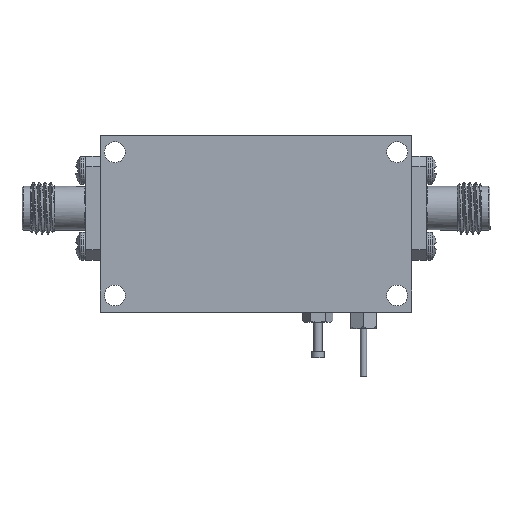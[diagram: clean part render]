
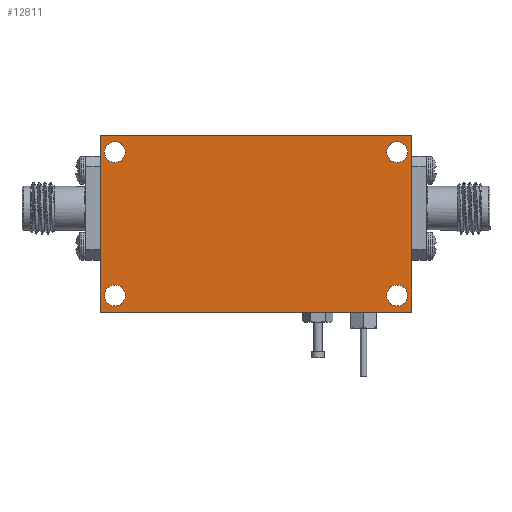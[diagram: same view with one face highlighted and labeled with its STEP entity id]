
A CAD part, front view. The second image highlights one B-rep face of the part: STEP entity #12811.
In plain terms, the highlighted planar face has unit normal (0, -1, 0).
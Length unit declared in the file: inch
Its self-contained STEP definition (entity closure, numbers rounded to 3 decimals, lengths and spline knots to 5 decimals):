
#1761 = CARTESIAN_POINT ( 'NONE',  ( 0.68, -0.1875, 0.395 ) ) ;
#2020 = CIRCLE ( 'NONE', #20309, 0.05 ) ;
#2854 = DIRECTION ( 'NONE',  ( 0., 1., 0. ) ) ;
#2979 = ORIENTED_EDGE ( 'NONE', *, *, #8817, .F. ) ;
#3382 = CARTESIAN_POINT ( 'NONE',  ( -0.68, -0.1875, -0.295 ) ) ;
#3926 = DIRECTION ( 'NONE',  ( -1., 0., 0. ) ) ;
#4206 = VERTEX_POINT ( 'NONE', #7779 ) ;
#5724 = AXIS2_PLACEMENT_3D ( 'NONE', #36613, #26244, #32844 ) ;
#6753 = LINE ( 'NONE', #24372, #8894 ) ;
#7289 = ORIENTED_EDGE ( 'NONE', *, *, #39276, .T. ) ;
#7779 = CARTESIAN_POINT ( 'NONE',  ( 0.75, -0.1875, 0.425 ) ) ;
#8186 = CARTESIAN_POINT ( 'NONE',  ( 0.75, -0.1875, 0.425 ) ) ;
#8200 = EDGE_CURVE ( 'NONE', #23456, #23456, #29213, .T. ) ;
#8326 = EDGE_CURVE ( 'NONE', #10245, #10245, #36974, .T. ) ;
#8817 = EDGE_CURVE ( 'NONE', #31086, #4206, #6753, .T. ) ;
#8894 = VECTOR ( 'NONE', #34076, 39.37008 ) ;
#9537 = EDGE_CURVE ( 'NONE', #35319, #37561, #24670, .T. ) ;
#9587 = ORIENTED_EDGE ( 'NONE', *, *, #19837, .F. ) ;
#10245 = VERTEX_POINT ( 'NONE', #24102 ) ;
#11025 = FACE_BOUND ( 'NONE', #39349, .T. ) ;
#12619 = CARTESIAN_POINT ( 'NONE',  ( 0.68, -0.1875, -0.345 ) ) ;
#12811 = ADVANCED_FACE ( 'NONE', ( #11025, #40805, #20285, #17627, #23810 ), #30427, .T. ) ;
#12887 = EDGE_LOOP ( 'NONE', ( #41318 ) ) ;
#13025 = EDGE_CURVE ( 'NONE', #37561, #31086, #34319, .T. ) ;
#15436 = VERTEX_POINT ( 'NONE', #28882 ) ;
#16355 = CARTESIAN_POINT ( 'NONE',  ( -0.75, -0.1875, -0.425 ) ) ;
#17627 = FACE_BOUND ( 'NONE', #22804, .T. ) ;
#17954 = AXIS2_PLACEMENT_3D ( 'NONE', #35545, #19218, #22541 ) ;
#18694 = AXIS2_PLACEMENT_3D ( 'NONE', #12619, #26058, #38878 ) ;
#19218 = DIRECTION ( 'NONE',  ( 0., 1., 0. ) ) ;
#19837 = EDGE_CURVE ( 'NONE', #4206, #35319, #38391, .T. ) ;
#19858 = CARTESIAN_POINT ( 'NONE',  ( -0.75, -0.1875, 0.425 ) ) ;
#20285 = FACE_BOUND ( 'NONE', #25947, .T. ) ;
#20309 = AXIS2_PLACEMENT_3D ( 'NONE', #43005, #2854, #29098 ) ;
#20362 = VECTOR ( 'NONE', #21411, 39.37008 ) ;
#21411 = DIRECTION ( 'NONE',  ( 0., 0., -1. ) ) ;
#21839 = VERTEX_POINT ( 'NONE', #1761 ) ;
#22541 = DIRECTION ( 'NONE',  ( 0., 0., 1. ) ) ;
#22804 = EDGE_LOOP ( 'NONE', ( #26816 ) ) ;
#22945 = VECTOR ( 'NONE', #3926, 39.37008 ) ;
#23043 = VECTOR ( 'NONE', #40968, 39.37008 ) ;
#23456 = VERTEX_POINT ( 'NONE', #3382 ) ;
#23810 = FACE_OUTER_BOUND ( 'NONE', #43253, .T. ) ;
#24102 = CARTESIAN_POINT ( 'NONE',  ( 0.68, -0.1875, -0.295 ) ) ;
#24372 = CARTESIAN_POINT ( 'NONE',  ( -0.75, -0.1875, 0.425 ) ) ;
#24670 = LINE ( 'NONE', #32308, #22945 ) ;
#25947 = EDGE_LOOP ( 'NONE', ( #39826 ) ) ;
#26058 = DIRECTION ( 'NONE',  ( 0., 1., 0. ) ) ;
#26244 = DIRECTION ( 'NONE',  ( 0., 1., 0. ) ) ;
#26816 = ORIENTED_EDGE ( 'NONE', *, *, #28159, .T. ) ;
#27545 = DIRECTION ( 'NONE',  ( 0., -1., 0. ) ) ;
#28159 = EDGE_CURVE ( 'NONE', #21839, #21839, #2020, .T. ) ;
#28167 = ORIENTED_EDGE ( 'NONE', *, *, #9537, .F. ) ;
#28882 = CARTESIAN_POINT ( 'NONE',  ( -0.68, -0.1875, 0.395 ) ) ;
#29098 = DIRECTION ( 'NONE',  ( 0., 0., 1. ) ) ;
#29213 = CIRCLE ( 'NONE', #17954, 0.05 ) ;
#30427 = PLANE ( 'NONE',  #41379 ) ;
#31078 = CARTESIAN_POINT ( 'NONE',  ( 0., -0.1875, 0. ) ) ;
#31086 = VERTEX_POINT ( 'NONE', #19858 ) ;
#32308 = CARTESIAN_POINT ( 'NONE',  ( -0.75, -0.1875, -0.425 ) ) ;
#32844 = DIRECTION ( 'NONE',  ( 0., 0., 1. ) ) ;
#32891 = CARTESIAN_POINT ( 'NONE',  ( 0.75, -0.1875, -0.425 ) ) ;
#33948 = DIRECTION ( 'NONE',  ( 0., 0., -1. ) ) ;
#34076 = DIRECTION ( 'NONE',  ( 1., 0., 0. ) ) ;
#34319 = LINE ( 'NONE', #37868, #23043 ) ;
#35319 = VERTEX_POINT ( 'NONE', #32891 ) ;
#35545 = CARTESIAN_POINT ( 'NONE',  ( -0.68, -0.1875, -0.345 ) ) ;
#36613 = CARTESIAN_POINT ( 'NONE',  ( -0.68, -0.1875, 0.345 ) ) ;
#36974 = CIRCLE ( 'NONE', #18694, 0.05 ) ;
#37561 = VERTEX_POINT ( 'NONE', #16355 ) ;
#37868 = CARTESIAN_POINT ( 'NONE',  ( -0.75, -0.1875, 0.425 ) ) ;
#38391 = LINE ( 'NONE', #8186, #20362 ) ;
#38878 = DIRECTION ( 'NONE',  ( 0., 0., 1. ) ) ;
#39276 = EDGE_CURVE ( 'NONE', #15436, #15436, #40952, .T. ) ;
#39349 = EDGE_LOOP ( 'NONE', ( #7289 ) ) ;
#39826 = ORIENTED_EDGE ( 'NONE', *, *, #8200, .T. ) ;
#40805 = FACE_BOUND ( 'NONE', #12887, .T. ) ;
#40952 = CIRCLE ( 'NONE', #5724, 0.05 ) ;
#40968 = DIRECTION ( 'NONE',  ( 0., 0., 1. ) ) ;
#41318 = ORIENTED_EDGE ( 'NONE', *, *, #8326, .T. ) ;
#41379 = AXIS2_PLACEMENT_3D ( 'NONE', #31078, #27545, #33948 ) ;
#42487 = ORIENTED_EDGE ( 'NONE', *, *, #13025, .F. ) ;
#43005 = CARTESIAN_POINT ( 'NONE',  ( 0.68, -0.1875, 0.345 ) ) ;
#43253 = EDGE_LOOP ( 'NONE', ( #9587, #2979, #42487, #28167 ) ) ;
